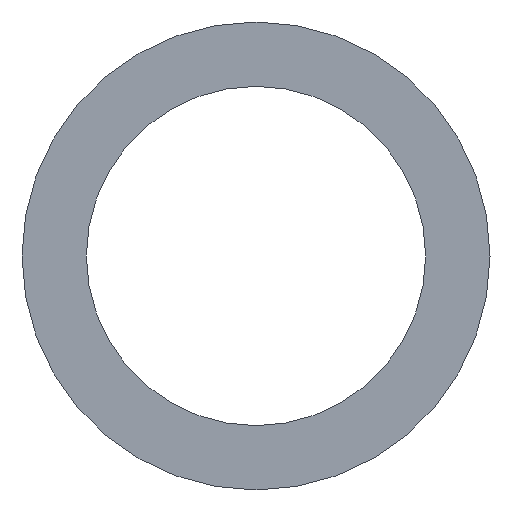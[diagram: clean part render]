
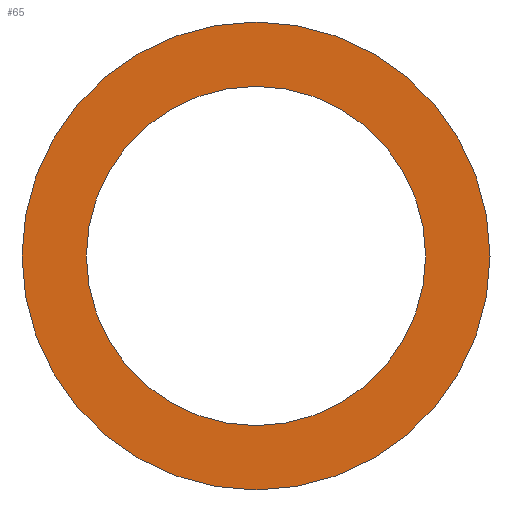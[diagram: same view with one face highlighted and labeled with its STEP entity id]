
A CAD part, left-side view. The second image highlights one B-rep face of the part: STEP entity #65.
In plain terms, the highlighted planar face has unit normal (-1, 0, 0).
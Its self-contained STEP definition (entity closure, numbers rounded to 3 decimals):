
#53 = VERTEX_POINT( '', #123 );
#57 = VERTEX_POINT( '', #128 );
#65 = ADVANCED_FACE( '', ( #136, #137 ), #138, .F. );
#71 = EDGE_CURVE( '', #57, #97, #145, .T. );
#81 = EDGE_CURVE( '', #97, #57, #159, .T. );
#85 = VERTEX_POINT( '', #163 );
#89 = EDGE_CURVE( '', #53, #85, #167, .T. );
#95 = EDGE_CURVE( '', #85, #53, #173, .T. );
#97 = VERTEX_POINT( '', #175 );
#123 = CARTESIAN_POINT( '', ( 0., 0., -11.6 ) );
#128 = CARTESIAN_POINT( '', ( 0., 0., 16. ) );
#136 = FACE_OUTER_BOUND( '', #209, .T. );
#137 = FACE_BOUND( '', #210, .T. );
#138 = PLANE( '', #211 );
#145 = CIRCLE( '', #221, 16. );
#159 = CIRCLE( '', #237, 16. );
#163 = CARTESIAN_POINT( '', ( 0., 0., 11.6 ) );
#167 = CIRCLE( '', #246, 11.6 );
#173 = CIRCLE( '', #252, 11.6 );
#175 = CARTESIAN_POINT( '', ( 0., 0., -16. ) );
#209 = EDGE_LOOP( '', ( #280, #281 ) );
#210 = EDGE_LOOP( '', ( #282, #283 ) );
#211 = AXIS2_PLACEMENT_3D( '', #284, #285, #286 );
#221 = AXIS2_PLACEMENT_3D( '', #296, #297, #298 );
#237 = AXIS2_PLACEMENT_3D( '', #326, #327, #328 );
#246 = AXIS2_PLACEMENT_3D( '', #329, #330, #331 );
#252 = AXIS2_PLACEMENT_3D( '', #333, #334, #335 );
#280 = ORIENTED_EDGE( '', *, *, #81, .F. );
#281 = ORIENTED_EDGE( '', *, *, #71, .F. );
#282 = ORIENTED_EDGE( '', *, *, #89, .T. );
#283 = ORIENTED_EDGE( '', *, *, #95, .T. );
#284 = CARTESIAN_POINT( '', ( 0., 0., 0. ) );
#285 = DIRECTION( '', ( 1., 0., 0. ) );
#286 = DIRECTION( '', ( 0., 0., -1. ) );
#296 = CARTESIAN_POINT( '', ( 0., 0., 0. ) );
#297 = DIRECTION( '', ( 1., 0., 0. ) );
#298 = DIRECTION( '', ( 0., 0., -1. ) );
#326 = CARTESIAN_POINT( '', ( 0., 0., 0. ) );
#327 = DIRECTION( '', ( 1., 0., 0. ) );
#328 = DIRECTION( '', ( 0., 0., -1. ) );
#329 = CARTESIAN_POINT( '', ( 0., 0., 0. ) );
#330 = DIRECTION( '', ( 1., 0., 0. ) );
#331 = DIRECTION( '', ( 0., 0., -1. ) );
#333 = CARTESIAN_POINT( '', ( 0., 0., 0. ) );
#334 = DIRECTION( '', ( 1., 0., 0. ) );
#335 = DIRECTION( '', ( 0., 0., -1. ) );
